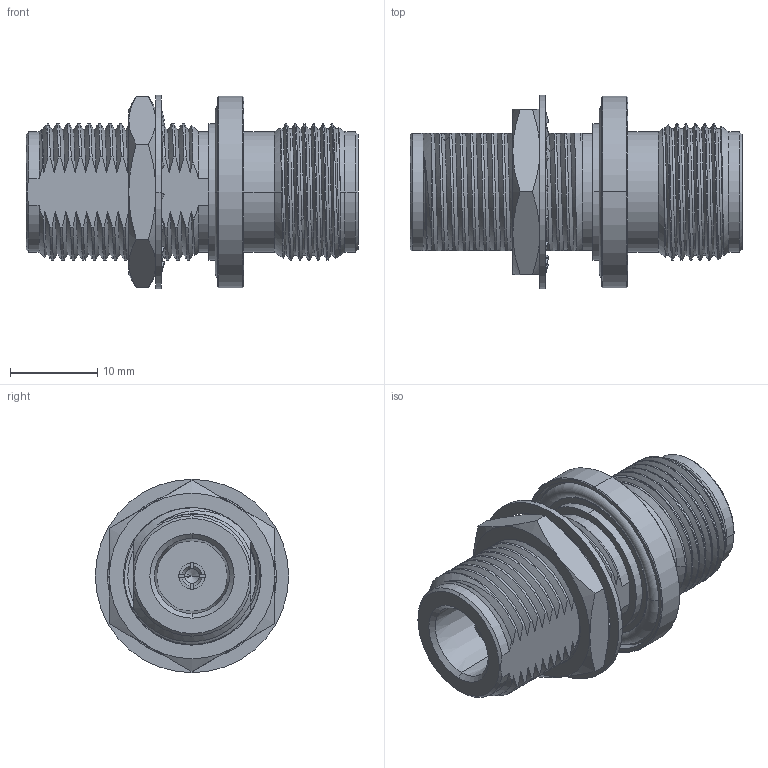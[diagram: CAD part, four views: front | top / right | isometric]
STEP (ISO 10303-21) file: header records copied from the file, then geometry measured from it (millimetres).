
FILE_DESCRIPTION((''),'2;1');
FILE_NAME('N7471A1-001-SXPT50G-5_SW0001','2020-07-29T16:14:34',('Lokesh'),(''),'CREO PARAMETRIC BY PTC INC, 2019444','CREO PARAMETRIC BY PTC INC, 2019444','');
FILE_SCHEMA(('CONFIG_CONTROL_DESIGN'));
Length unit declared in the file: millimetre
Products named in the file (1): N7471A1-001-SXPT50G-5_SW0001
Bounding box: 38.1 x 22.2 x 22.2 mm (x, y, z)
Volume: 6433 mm3; surface area: 4908.6 mm2
Topology: 1 solids, 1 shells, 362 faces, 1150 edges, 757 vertices
Faces by surface type: bspline 145, cylinder 95, plane 68, cone 52, torus 2
Entity records: 22287 total; most frequent: CARTESIAN_POINT 13257, ORIENTED_EDGE 2292, DIRECTION 1290, EDGE_CURVE 1146, VERTEX_POINT 757, B_SPLINE_CURVE_WITH_KNOTS 484, VECTOR 468, LINE 468
